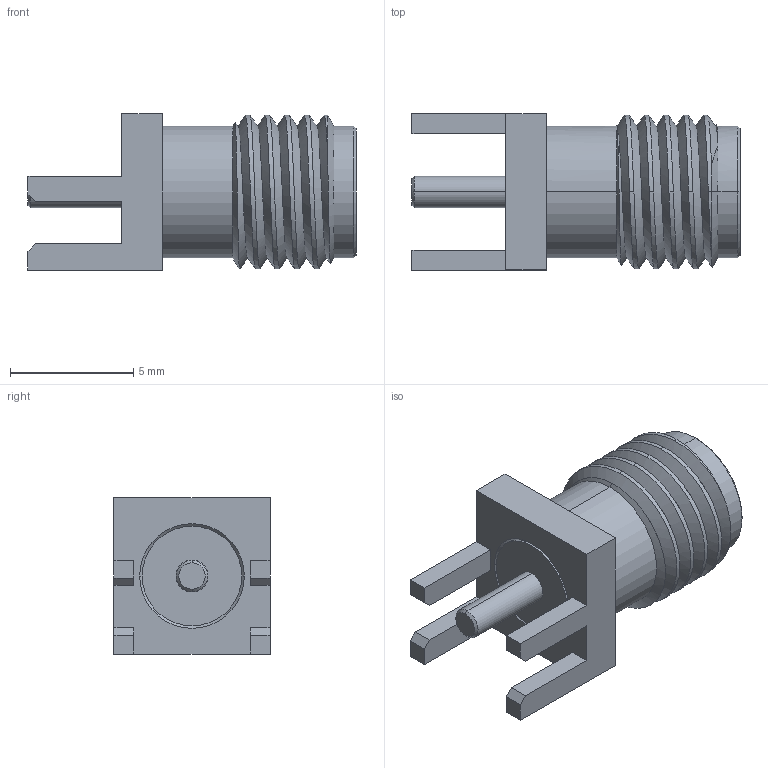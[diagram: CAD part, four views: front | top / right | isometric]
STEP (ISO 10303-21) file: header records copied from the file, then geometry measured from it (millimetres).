
FILE_DESCRIPTION(('FreeCAD Model'),'2;1');
FILE_NAME('Compound.step', '2016-11-01T13:04:32',('Author'),(''), 'Open CASCADE STEP processor 6.8','FreeCAD','Unknown');
FILE_SCHEMA(('AUTOMOTIVE_DESIGN_CC2 { 1 2 10303 214 -1 1 5 4 }'));
Length unit declared in the file: millimetre
Products named in the file (2): ASSEMBLY; Compound
Assembly tree (1 placements, depth 2):
  ASSEMBLY
    Compound
Bounding box: 13.33 x 6.35 x 6.35 mm (x, y, z)
Volume: 244.1 mm3; surface area: 664.8 mm2
Topology: 3 solids, 3 shells, 99 faces, 242 edges, 149 vertices
Faces by surface type: plane 37, cylinder 31, cone 29, bspline 2
Entity records: 14299 total; most frequent: CARTESIAN_POINT 9336, DIRECTION 625, ORIENTED_EDGE 480, PCURVE 480, DEFINITIONAL_REPRESENTATION 480, B_SPLINE_CURVE_WITH_KNOTS 314, LINE 273, VECTOR 273
